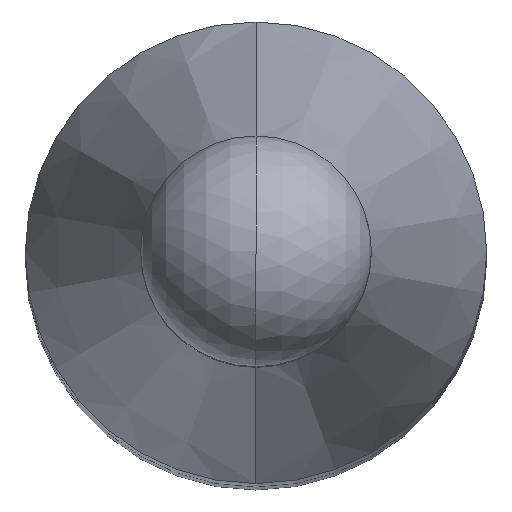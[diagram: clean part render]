
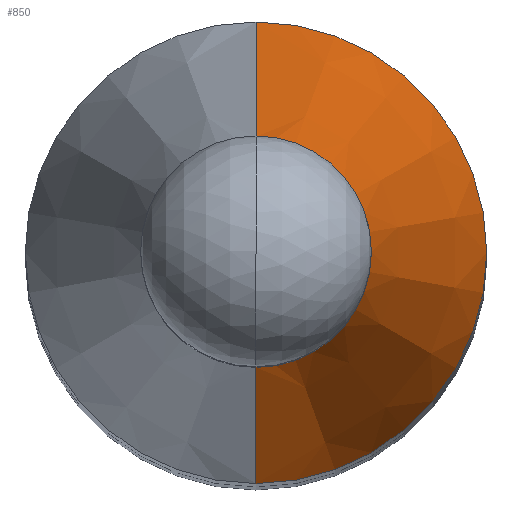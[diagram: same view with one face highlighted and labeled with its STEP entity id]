
A CAD part, top view. The second image highlights one B-rep face of the part: STEP entity #850.
In plain terms, the highlighted conical face has half-angle 15 degrees and reference radius 0.794 mm.
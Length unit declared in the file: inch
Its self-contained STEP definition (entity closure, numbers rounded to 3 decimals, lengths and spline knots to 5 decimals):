
#45 = VERTEX_POINT ( 'NONE', #478 ) ;
#63 = CARTESIAN_POINT ( 'NONE',  ( 0., 0., -0.25163 ) ) ;
#72 = CONICAL_SURFACE ( 'NONE', #946, 0.03125, 0.262 ) ;
#98 = EDGE_CURVE ( 'NONE', #267, #832, #807, .T. ) ;
#119 = AXIS2_PLACEMENT_3D ( 'NONE', #806, #731, #385 ) ;
#151 = EDGE_CURVE ( 'NONE', #832, #516, #401, .T. ) ;
#154 = EDGE_LOOP ( 'NONE', ( #625, #472, #720, #798 ) ) ;
#185 = CARTESIAN_POINT ( 'NONE',  ( 0., -0.03125, -0.135 ) ) ;
#189 = CIRCLE ( 'NONE', #119, 0.03125 ) ;
#251 = EDGE_CURVE ( 'NONE', #45, #516, #671, .T. ) ;
#267 = VERTEX_POINT ( 'NONE', #185 ) ;
#299 = DIRECTION ( 'NONE',  ( 0., -0.259, -0.966 ) ) ;
#350 = FACE_OUTER_BOUND ( 'NONE', #154, .T. ) ;
#385 = DIRECTION ( 'NONE',  ( 0., -1., 0. ) ) ;
#401 = CIRCLE ( 'NONE', #857, 0.0625 ) ;
#472 = ORIENTED_EDGE ( 'NONE', *, *, #583, .F. ) ;
#478 = CARTESIAN_POINT ( 'NONE',  ( 0., 0.03125, -0.135 ) ) ;
#490 = DIRECTION ( 'NONE',  ( 0., 0., 1. ) ) ;
#516 = VERTEX_POINT ( 'NONE', #1002 ) ;
#529 = DIRECTION ( 'NONE',  ( 0., 0.259, -0.966 ) ) ;
#583 = EDGE_CURVE ( 'NONE', #267, #45, #189, .T. ) ;
#605 = CARTESIAN_POINT ( 'NONE',  ( 0., 0., -0.135 ) ) ;
#625 = ORIENTED_EDGE ( 'NONE', *, *, #251, .F. ) ;
#627 = DIRECTION ( 'NONE',  ( 0., -1., 0. ) ) ;
#671 = LINE ( 'NONE', #789, #1021 ) ;
#720 = ORIENTED_EDGE ( 'NONE', *, *, #98, .T. ) ;
#723 = CARTESIAN_POINT ( 'NONE',  ( 0., -0.03125, -0.135 ) ) ;
#731 = DIRECTION ( 'NONE',  ( 0., 0., 1. ) ) ;
#753 = DIRECTION ( 'NONE',  ( 0., -1., 0. ) ) ;
#773 = CARTESIAN_POINT ( 'NONE',  ( 0., -0.0625, -0.25163 ) ) ;
#789 = CARTESIAN_POINT ( 'NONE',  ( 0., 0.03125, -0.135 ) ) ;
#798 = ORIENTED_EDGE ( 'NONE', *, *, #151, .T. ) ;
#806 = CARTESIAN_POINT ( 'NONE',  ( 0., 0., -0.135 ) ) ;
#807 = LINE ( 'NONE', #723, #1034 ) ;
#832 = VERTEX_POINT ( 'NONE', #773 ) ;
#850 = ADVANCED_FACE ( 'NONE', ( #350 ), #72, .T. ) ;
#857 = AXIS2_PLACEMENT_3D ( 'NONE', #63, #490, #753 ) ;
#869 = DIRECTION ( 'NONE',  ( 0., 0., -1. ) ) ;
#946 = AXIS2_PLACEMENT_3D ( 'NONE', #605, #869, #627 ) ;
#1002 = CARTESIAN_POINT ( 'NONE',  ( 0., 0.0625, -0.25163 ) ) ;
#1021 = VECTOR ( 'NONE', #529, 39.37008 ) ;
#1034 = VECTOR ( 'NONE', #299, 39.37008 ) ;
